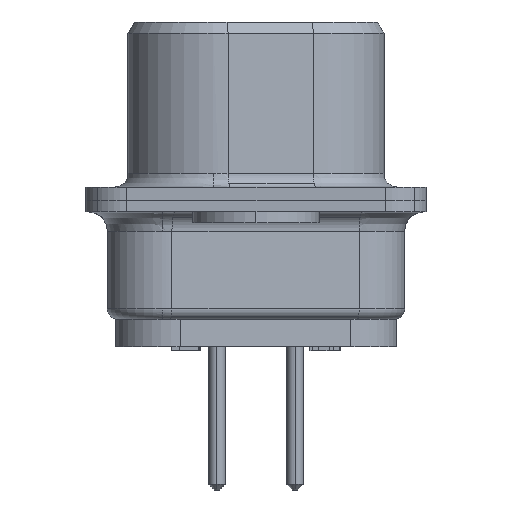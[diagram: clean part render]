
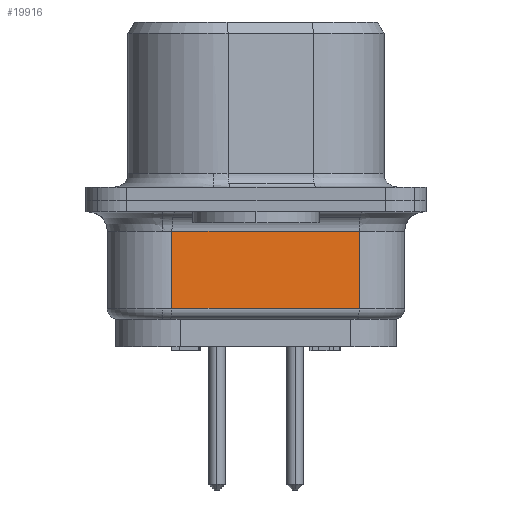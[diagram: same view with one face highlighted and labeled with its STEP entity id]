
A CAD part, left-side view. The second image highlights one B-rep face of the part: STEP entity #19916.
In plain terms, the highlighted planar face has unit normal (-0.985, -0.174, 0).
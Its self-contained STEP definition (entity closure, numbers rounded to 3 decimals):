
#17591=CARTESIAN_POINT('',(-20.57,3.053,-1.1));
#17592=VERTEX_POINT('',#17591);
#18198=CARTESIAN_POINT('',(-19.371,-3.747,-3.9));
#18199=VERTEX_POINT('',#18198);
#18241=CARTESIAN_POINT('',(-20.57,3.053,-3.9));
#18242=VERTEX_POINT('',#18241);
#18267=CARTESIAN_POINT('',(-19.371,-3.747,-3.9));
#18268=DIRECTION('',(-0.174,0.985,0.0));
#18269=VECTOR('',#18268,6.905);
#18270=LINE('',#18267,#18269);
#18271=EDGE_CURVE('',#18199,#18242,#18270,.T.);
#18291=CARTESIAN_POINT('',(-19.371,-3.747,-1.1));
#18292=VERTEX_POINT('',#18291);
#18300=CARTESIAN_POINT('',(-19.371,-3.747,-1.1));
#18301=DIRECTION('',(0.0,0.0,-1.0));
#18302=VECTOR('',#18301,2.8);
#18303=LINE('',#18300,#18302);
#18304=EDGE_CURVE('',#18292,#18199,#18303,.T.);
#18806=CARTESIAN_POINT('',(-20.57,3.053,-1.1));
#18807=DIRECTION('',(0.174,-0.985,0.0));
#18808=VECTOR('',#18807,6.905);
#18809=LINE('',#18806,#18808);
#18810=EDGE_CURVE('',#17592,#18292,#18809,.T.);
#18822=CARTESIAN_POINT('',(-20.57,3.053,-1.1));
#18823=DIRECTION('',(0.0,0.0,-1.0));
#18824=VECTOR('',#18823,2.8);
#18825=LINE('',#18822,#18824);
#18826=EDGE_CURVE('',#17592,#18242,#18825,.T.);
#19905=CARTESIAN_POINT('',(-20.57,3.053,0.0));
#19906=DIRECTION('',(-0.985,-0.174,0.0));
#19907=DIRECTION('',(0.0,0.0,1.0));
#19908=AXIS2_PLACEMENT_3D('',#19905,#19906,#19907);
#19909=PLANE('',#19908);
#19910=ORIENTED_EDGE('',*,*,#18271,.F.);
#19911=ORIENTED_EDGE('',*,*,#18304,.F.);
#19912=ORIENTED_EDGE('',*,*,#18810,.F.);
#19913=ORIENTED_EDGE('',*,*,#18826,.T.);
#19914=EDGE_LOOP('',(#19910,#19911,#19912,#19913));
#19915=FACE_OUTER_BOUND('',#19914,.T.);
#19916=ADVANCED_FACE('',(#19915),#19909,.T.);
